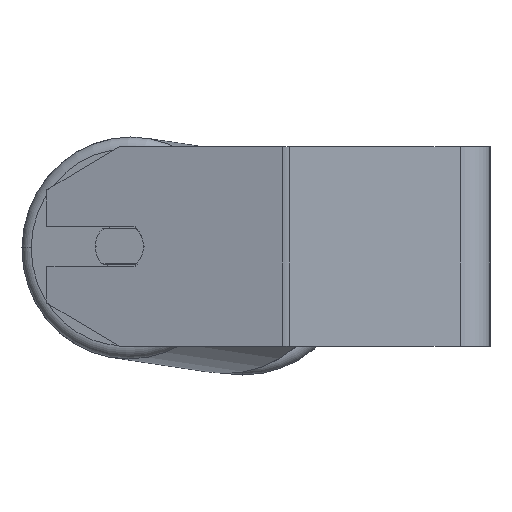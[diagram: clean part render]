
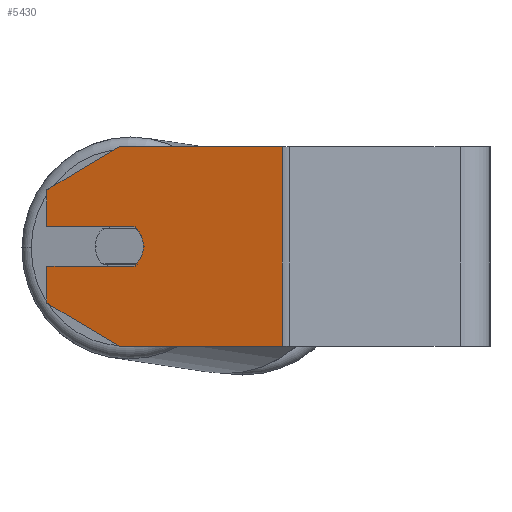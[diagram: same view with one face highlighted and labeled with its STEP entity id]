
A CAD part, left-side view. The second image highlights one B-rep face of the part: STEP entity #5430.
In plain terms, the highlighted planar face has unit normal (-0.966, 0.259, 0).
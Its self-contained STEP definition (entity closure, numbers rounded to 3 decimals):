
#82 = ORIENTED_EDGE ( 'NONE', *, *, #6188, .T. ) ;
#84 = EDGE_CURVE ( 'NONE', #6414, #3159, #3386, .T. ) ;
#125 = VECTOR ( 'NONE', #8077, 1000. ) ;
#129 = CARTESIAN_POINT ( 'NONE',  ( -283.678, 142.685, -8. ) ) ;
#152 = ORIENTED_EDGE ( 'NONE', *, *, #7520, .F. ) ;
#278 = VECTOR ( 'NONE', #5701, 1000. ) ;
#834 = DIRECTION ( 'NONE',  ( -0.259, -0.966, 0. ) ) ;
#913 = VECTOR ( 'NONE', #4596, 1000. ) ;
#961 = DIRECTION ( 'NONE',  ( -0.966, 0.259, 0. ) ) ;
#1020 = PLANE ( 'NONE',  #1877 ) ;
#1136 = CARTESIAN_POINT ( 'NONE',  ( -282.125, 148.481, -40. ) ) ;
#1402 = LINE ( 'NONE', #1940, #125 ) ;
#1450 = DIRECTION ( 'NONE',  ( 0., 0., -1. ) ) ;
#1489 = VERTEX_POINT ( 'NONE', #8698 ) ;
#1528 = LINE ( 'NONE', #2805, #3409 ) ;
#1780 = CARTESIAN_POINT ( 'NONE',  ( -274.36, 177.459, -40. ) ) ;
#1877 = AXIS2_PLACEMENT_3D ( 'NONE', #3711, #8484, #6418 ) ;
#1940 = CARTESIAN_POINT ( 'NONE',  ( -274.36, 177.459, 40. ) ) ;
#1952 = CARTESIAN_POINT ( 'NONE',  ( -274.36, 177.459, 40. ) ) ;
#2046 = CIRCLE ( 'NONE', #7563, 10. ) ;
#2147 = LINE ( 'NONE', #3587, #278 ) ;
#2161 = LINE ( 'NONE', #129, #6426 ) ;
#2194 = CARTESIAN_POINT ( 'NONE',  ( -274.36, 177.459, 22.679 ) ) ;
#2257 = LINE ( 'NONE', #8231, #7615 ) ;
#2271 = CARTESIAN_POINT ( 'NONE',  ( -284.713, 138.822, 0. ) ) ;
#2309 = VERTEX_POINT ( 'NONE', #6585 ) ;
#2340 = EDGE_CURVE ( 'NONE', #2309, #5684, #2257, .T. ) ;
#2481 = ORIENTED_EDGE ( 'NONE', *, *, #8620, .F. ) ;
#2492 = LINE ( 'NONE', #1952, #7267 ) ;
#2727 = CARTESIAN_POINT ( 'NONE',  ( -282.125, 148.481, 40. ) ) ;
#2756 = VECTOR ( 'NONE', #1450, 1000. ) ;
#2783 = EDGE_CURVE ( 'NONE', #6673, #3261, #2147, .T. ) ;
#2805 = CARTESIAN_POINT ( 'NONE',  ( -274.36, 177.459, 22.679 ) ) ;
#2829 = ORIENTED_EDGE ( 'NONE', *, *, #84, .F. ) ;
#2886 = CARTESIAN_POINT ( 'NONE',  ( -299.591, 83.296, 40. ) ) ;
#2892 = VERTEX_POINT ( 'NONE', #2727 ) ;
#2898 = EDGE_CURVE ( 'NONE', #2892, #4861, #1402, .T. ) ;
#3048 = EDGE_CURVE ( 'NONE', #2892, #7921, #1528, .T. ) ;
#3159 = VERTEX_POINT ( 'NONE', #2271 ) ;
#3261 = VERTEX_POINT ( 'NONE', #7113 ) ;
#3350 = CARTESIAN_POINT ( 'NONE',  ( -299.591, 83.296, -40. ) ) ;
#3386 = CIRCLE ( 'NONE', #8306, 10. ) ;
#3409 = VECTOR ( 'NONE', #5602, 1000. ) ;
#3521 = DIRECTION ( 'NONE',  ( -0.966, 0.259, 0. ) ) ;
#3587 = CARTESIAN_POINT ( 'NONE',  ( -283.678, 142.685, 8. ) ) ;
#3662 = ORIENTED_EDGE ( 'NONE', *, *, #2898, .F. ) ;
#3711 = CARTESIAN_POINT ( 'NONE',  ( -274.36, 177.459, 40. ) ) ;
#4025 = CARTESIAN_POINT ( 'NONE',  ( -282.125, 148.481, 0. ) ) ;
#4156 = ORIENTED_EDGE ( 'NONE', *, *, #3048, .T. ) ;
#4232 = CARTESIAN_POINT ( 'NONE',  ( -282.125, 148.481, 0. ) ) ;
#4379 = FACE_OUTER_BOUND ( 'NONE', #4913, .T. ) ;
#4508 = CARTESIAN_POINT ( 'NONE',  ( -274.36, 177.459, 40. ) ) ;
#4596 = DIRECTION ( 'NONE',  ( 0., 0., -1. ) ) ;
#4667 = CARTESIAN_POINT ( 'NONE',  ( -283.678, 142.685, -8. ) ) ;
#4861 = VERTEX_POINT ( 'NONE', #2886 ) ;
#4913 = EDGE_LOOP ( 'NONE', ( #2829, #152, #7629, #5089, #8307, #2481, #3662, #4156, #82, #5398, #6185 ) ) ;
#5089 = ORIENTED_EDGE ( 'NONE', *, *, #2340, .T. ) ;
#5236 = LINE ( 'NONE', #1780, #6568 ) ;
#5342 = DIRECTION ( 'NONE',  ( -0.259, -0.966, 0. ) ) ;
#5398 = ORIENTED_EDGE ( 'NONE', *, *, #2783, .F. ) ;
#5430 = ADVANCED_FACE ( 'NONE', ( #4379 ), #1020, .F. ) ;
#5585 = DIRECTION ( 'NONE',  ( -0.259, -0.966, 0. ) ) ;
#5602 = DIRECTION ( 'NONE',  ( 0.224, 0.837, -0.5 ) ) ;
#5684 = VERTEX_POINT ( 'NONE', #1136 ) ;
#5701 = DIRECTION ( 'NONE',  ( 0.259, 0.966, 0. ) ) ;
#5810 = CARTESIAN_POINT ( 'NONE',  ( -283.678, 142.685, 8. ) ) ;
#5849 = DIRECTION ( 'NONE',  ( -0.259, -0.966, 0. ) ) ;
#6185 = ORIENTED_EDGE ( 'NONE', *, *, #8750, .F. ) ;
#6188 = EDGE_CURVE ( 'NONE', #7921, #3261, #2492, .T. ) ;
#6321 = VERTEX_POINT ( 'NONE', #3350 ) ;
#6414 = VERTEX_POINT ( 'NONE', #4667 ) ;
#6418 = DIRECTION ( 'NONE',  ( 0.259, 0.966, 0. ) ) ;
#6426 = VECTOR ( 'NONE', #5585, 1000. ) ;
#6568 = VECTOR ( 'NONE', #5849, 1000. ) ;
#6585 = CARTESIAN_POINT ( 'NONE',  ( -274.36, 177.459, -22.679 ) ) ;
#6587 = LINE ( 'NONE', #4508, #913 ) ;
#6673 = VERTEX_POINT ( 'NONE', #5810 ) ;
#6699 = DIRECTION ( 'NONE',  ( 0., 0., -1. ) ) ;
#7113 = CARTESIAN_POINT ( 'NONE',  ( -274.36, 177.459, 8. ) ) ;
#7231 = EDGE_CURVE ( 'NONE', #1489, #2309, #6587, .T. ) ;
#7267 = VECTOR ( 'NONE', #6699, 1000. ) ;
#7520 = EDGE_CURVE ( 'NONE', #1489, #6414, #2161, .T. ) ;
#7549 = CARTESIAN_POINT ( 'NONE',  ( -299.591, 83.296, 40. ) ) ;
#7563 = AXIS2_PLACEMENT_3D ( 'NONE', #4232, #961, #834 ) ;
#7607 = EDGE_CURVE ( 'NONE', #5684, #6321, #5236, .T. ) ;
#7615 = VECTOR ( 'NONE', #8319, 1000. ) ;
#7629 = ORIENTED_EDGE ( 'NONE', *, *, #7231, .T. ) ;
#7921 = VERTEX_POINT ( 'NONE', #2194 ) ;
#8077 = DIRECTION ( 'NONE',  ( -0.259, -0.966, 0. ) ) ;
#8157 = LINE ( 'NONE', #7549, #2756 ) ;
#8231 = CARTESIAN_POINT ( 'NONE',  ( -282.125, 148.481, -40. ) ) ;
#8306 = AXIS2_PLACEMENT_3D ( 'NONE', #4025, #3521, #5342 ) ;
#8307 = ORIENTED_EDGE ( 'NONE', *, *, #7607, .T. ) ;
#8319 = DIRECTION ( 'NONE',  ( -0.224, -0.837, -0.5 ) ) ;
#8484 = DIRECTION ( 'NONE',  ( 0.966, -0.259, 0. ) ) ;
#8620 = EDGE_CURVE ( 'NONE', #4861, #6321, #8157, .T. ) ;
#8698 = CARTESIAN_POINT ( 'NONE',  ( -274.36, 177.459, -8. ) ) ;
#8750 = EDGE_CURVE ( 'NONE', #3159, #6673, #2046, .T. ) ;
